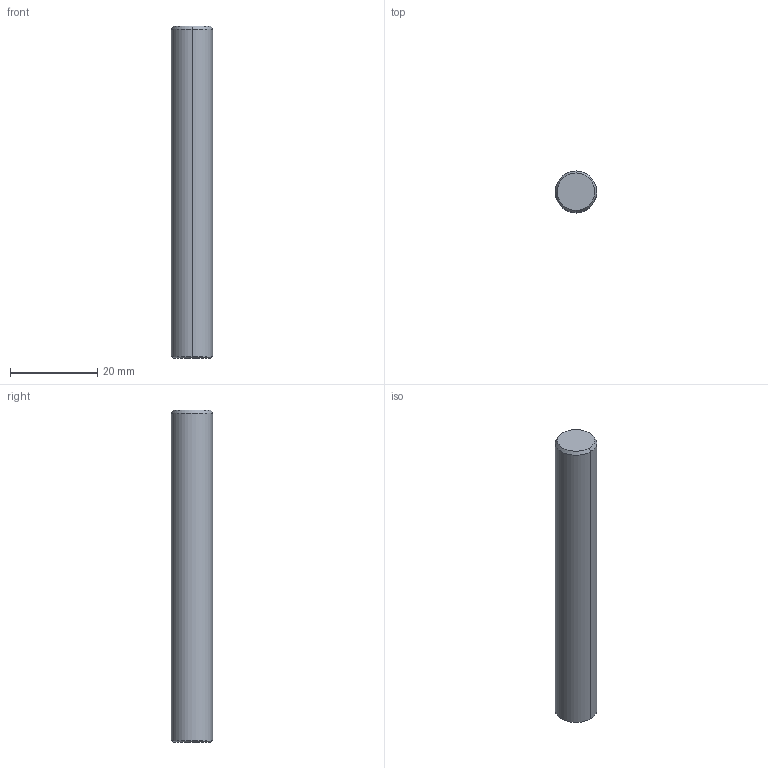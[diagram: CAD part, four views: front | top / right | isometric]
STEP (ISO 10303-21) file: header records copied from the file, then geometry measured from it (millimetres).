
FILE_DESCRIPTION(('no description'),'unknown implementation level');
FILE_NAME('solidy7BWtBBBZiGW92hY0CVPrs3Gjtk_1.STP',' ',('CIMSOURCE GmbH'),('CADClick - KiM GmbH - www.kimweb.de'),'unknown preprocess','ACIS','unknown authorization');
FILE_SCHEMA(('automotive_design'));
Length unit declared in the file: millimetre
Products named in the file (1): 1
Bounding box: 9.53 x 9.53 x 76.2 mm (x, y, z)
Volume: 5422.4 mm3; surface area: 2405.7 mm2
Topology: 1 solids, 1 shells, 8 faces, 14 edges, 8 vertices
Faces by surface type: cone 4, cylinder 2, plane 2
Entity records: 410 total; most frequent: DIRECTION 48, CARTESIAN_POINT 35, STYLED_ITEM 31, PRESENTATION_STYLE_ASSIGNMENT 31, COLOUR_RGB 31, ORIENTED_EDGE 28, AXIS2_PLACEMENT_3D 21, EDGE_CURVE 14
